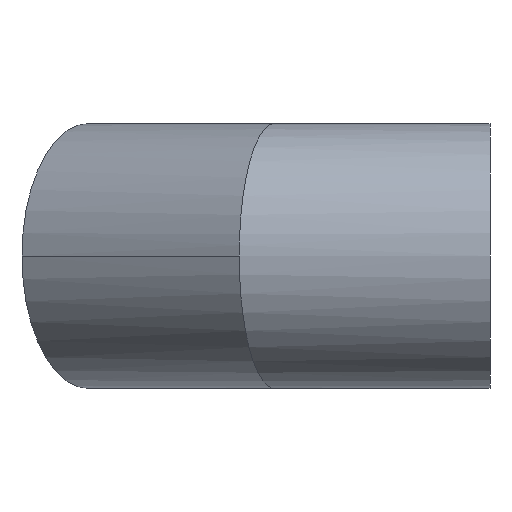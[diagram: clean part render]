
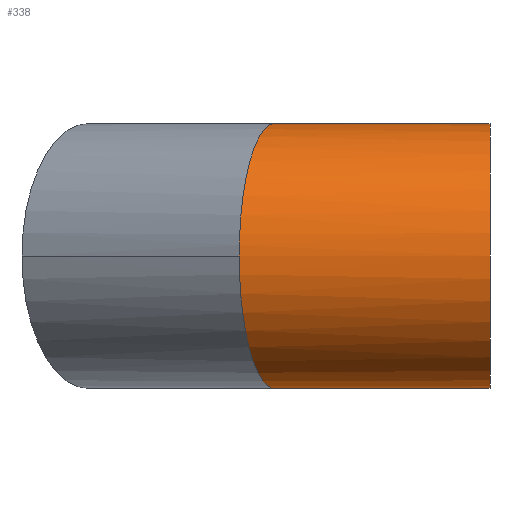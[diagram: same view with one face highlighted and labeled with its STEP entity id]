
A CAD part, left-side view. The second image highlights one B-rep face of the part: STEP entity #338.
In plain terms, the highlighted cylindrical face has radius 157.5 mm (diameter 315 mm), a partial arc.
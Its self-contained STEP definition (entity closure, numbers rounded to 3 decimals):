
#4 = CARTESIAN_POINT ( 'NONE',  ( 0., 256.159, 157.5 ) ) ;
#8 = CARTESIAN_POINT ( 'NONE',  ( 0., 0., 0. ) ) ;
#13 = ORIENTED_EDGE ( 'NONE', *, *, #291, .T. ) ;
#33 =( BOUNDED_CURVE ( )  B_SPLINE_CURVE ( 3, ( #4, #154, #64, #63 ),
 .UNSPECIFIED., .F., .T. ) 
 B_SPLINE_CURVE_WITH_KNOTS ( ( 4, 4 ),
 ( 4.712, 6.283 ),
 .UNSPECIFIED. ) 
 CURVE ( )  GEOMETRIC_REPRESENTATION_ITEM ( )  RATIONAL_B_SPLINE_CURVE ( ( 1., 0.805, 0.805, 1. ) ) 
 REPRESENTATION_ITEM ( '' )  );
#38 = CIRCLE ( 'NONE', #384, 157.5 ) ;
#46 = VERTEX_POINT ( 'NONE', #301 ) ;
#47 = DIRECTION ( 'NONE',  ( 0., 1., 0. ) ) ;
#63 = CARTESIAN_POINT ( 'NONE',  ( -157.5, 298.361, 0. ) ) ;
#64 = CARTESIAN_POINT ( 'NONE',  ( -157.5, 298.361, 92.261 ) ) ;
#70 = VECTOR ( 'NONE', #110, 1000. ) ;
#90 = CARTESIAN_POINT ( 'NONE',  ( 0., 0., -157.5 ) ) ;
#95 = CYLINDRICAL_SURFACE ( 'NONE', #290, 157.5 ) ;
#101 = DIRECTION ( 'NONE',  ( 0., 1., 0. ) ) ;
#107 = EDGE_CURVE ( 'NONE', #114, #46, #139, .T. ) ;
#110 = DIRECTION ( 'NONE',  ( 0., 1., 0. ) ) ;
#111 = ORIENTED_EDGE ( 'NONE', *, *, #349, .F. ) ;
#114 = VERTEX_POINT ( 'NONE', #229 ) ;
#117 = ORIENTED_EDGE ( 'NONE', *, *, #196, .T. ) ;
#127 = DIRECTION ( 'NONE',  ( 0., 0., 1. ) ) ;
#129 = FACE_OUTER_BOUND ( 'NONE', #387, .T. ) ;
#139 = LINE ( 'NONE', #264, #70 ) ;
#154 = CARTESIAN_POINT ( 'NONE',  ( -92.261, 280.881, 157.5 ) ) ;
#156 =( BOUNDED_CURVE ( )  B_SPLINE_CURVE ( 3, ( #371, #340, #342, #223 ),
 .UNSPECIFIED., .F., .F. ) 
 B_SPLINE_CURVE_WITH_KNOTS ( ( 4, 4 ),
 ( 0., 1.571 ),
 .UNSPECIFIED. ) 
 CURVE ( )  GEOMETRIC_REPRESENTATION_ITEM ( )  RATIONAL_B_SPLINE_CURVE ( ( 1., 0.805, 0.805, 1. ) ) 
 REPRESENTATION_ITEM ( '' )  );
#158 = CARTESIAN_POINT ( 'NONE',  ( 0., 0., 0. ) ) ;
#180 = VECTOR ( 'NONE', #47, 1000. ) ;
#190 = CARTESIAN_POINT ( 'NONE',  ( 0., 0., -157.5 ) ) ;
#196 = EDGE_CURVE ( 'NONE', #46, #197, #33, .T. ) ;
#197 = VERTEX_POINT ( 'NONE', #255 ) ;
#221 = EDGE_CURVE ( 'NONE', #197, #333, #156, .T. ) ;
#223 = CARTESIAN_POINT ( 'NONE',  ( 0., 256.159, -157.5 ) ) ;
#229 = CARTESIAN_POINT ( 'NONE',  ( 0., 0., 157.5 ) ) ;
#235 = LINE ( 'NONE', #190, #180 ) ;
#236 = VERTEX_POINT ( 'NONE', #90 ) ;
#255 = CARTESIAN_POINT ( 'NONE',  ( -157.5, 298.361, 0. ) ) ;
#264 = CARTESIAN_POINT ( 'NONE',  ( 0., 0., 157.5 ) ) ;
#281 = DIRECTION ( 'NONE',  ( 0., 1., 0. ) ) ;
#290 = AXIS2_PLACEMENT_3D ( 'NONE', #8, #101, #329 ) ;
#291 = EDGE_CURVE ( 'NONE', #236, #114, #38, .T. ) ;
#301 = CARTESIAN_POINT ( 'NONE',  ( 0., 256.159, 157.5 ) ) ;
#329 = DIRECTION ( 'NONE',  ( 0., 0., 1. ) ) ;
#333 = VERTEX_POINT ( 'NONE', #374 ) ;
#338 = ADVANCED_FACE ( 'NONE', ( #129 ), #95, .T. ) ;
#340 = CARTESIAN_POINT ( 'NONE',  ( -157.5, 298.361, -92.261 ) ) ;
#342 = CARTESIAN_POINT ( 'NONE',  ( -92.261, 280.881, -157.5 ) ) ;
#349 = EDGE_CURVE ( 'NONE', #236, #333, #235, .T. ) ;
#350 = ORIENTED_EDGE ( 'NONE', *, *, #107, .T. ) ;
#360 = ORIENTED_EDGE ( 'NONE', *, *, #221, .T. ) ;
#371 = CARTESIAN_POINT ( 'NONE',  ( -157.5, 298.361, 0. ) ) ;
#374 = CARTESIAN_POINT ( 'NONE',  ( 0., 256.159, -157.5 ) ) ;
#384 = AXIS2_PLACEMENT_3D ( 'NONE', #158, #281, #127 ) ;
#387 = EDGE_LOOP ( 'NONE', ( #111, #13, #350, #117, #360 ) ) ;
